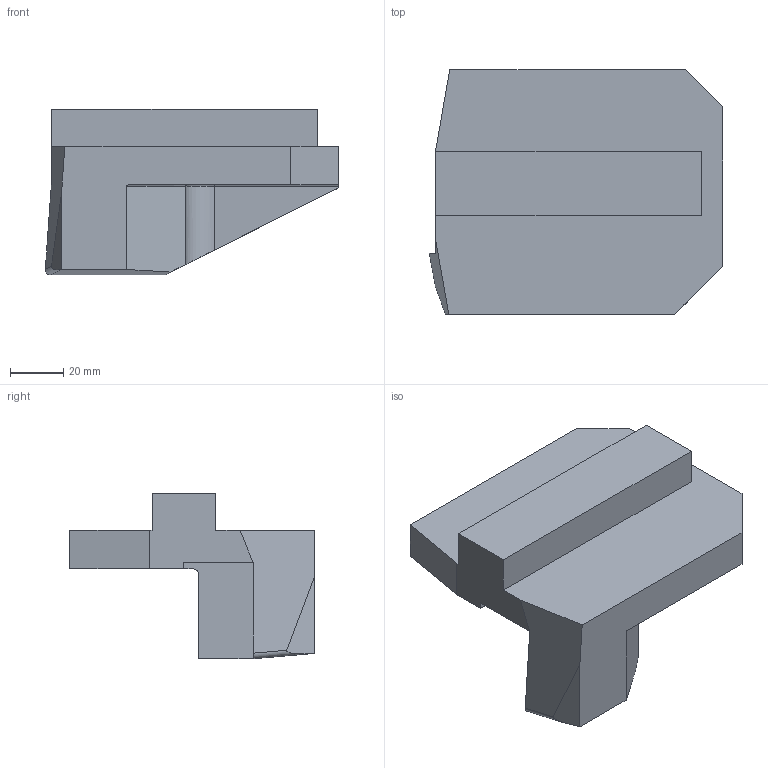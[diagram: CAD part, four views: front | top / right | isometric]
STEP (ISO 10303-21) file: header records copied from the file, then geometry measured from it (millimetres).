
FILE_DESCRIPTION(/* description */ (''),/* implementation_level */ '2;1');
FILE_NAME(/* name */ '1551358585500.stp',/* time_stamp */ '2019-02-28T13:56:42+01:00',/* author */ (''),/* organization */ ('SMS'),/* preprocessor_version */ 'ST-DEVELOPER v15',/* originating_system */ 'SIEMENS PLM Software NX 8.5',/* authorisation */ '');
FILE_SCHEMA (('AUTOMOTIVE_DESIGN { 1 0 10303 214 3 1 1 1 }'));
Length unit declared in the file: millimetre
Products named in the file (1): 111169653mod000_01
Bounding box: 110.37 x 92 x 62.3 mm (x, y, z)
Volume: 227784.5 mm3; surface area: 35076.9 mm2
Topology: 1 solids, 1 shells, 34 faces, 92 edges, 63 vertices
Faces by surface type: plane 27, cylinder 6, torus 1
Entity records: 1127 total; most frequent: CARTESIAN_POINT 193, ORIENTED_EDGE 184, DIRECTION 182, EDGE_CURVE 92, LINE 78, VECTOR 78, VERTEX_POINT 60, AXIS2_PLACEMENT_3D 52
